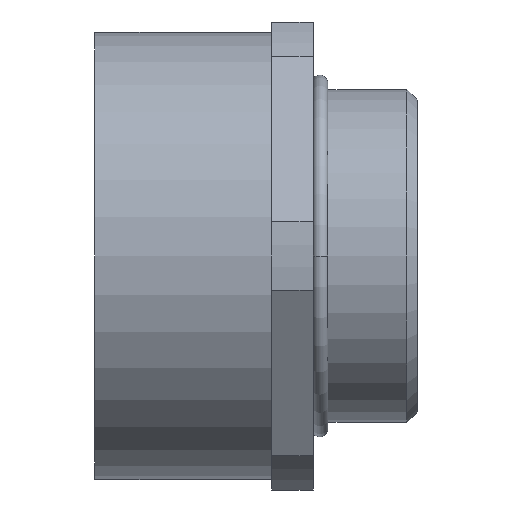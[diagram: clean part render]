
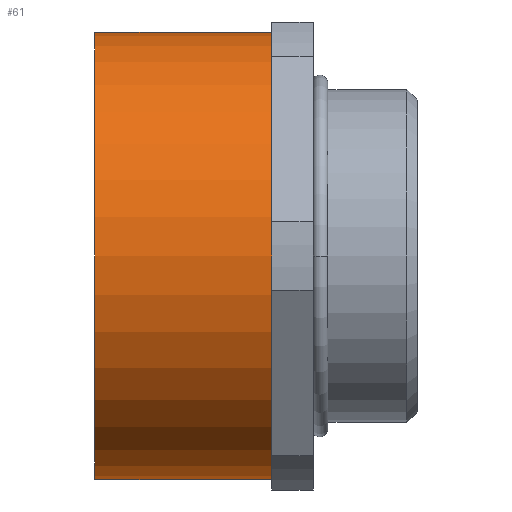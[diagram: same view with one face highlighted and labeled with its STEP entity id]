
A CAD part, left-side view. The second image highlights one B-rep face of the part: STEP entity #61.
In plain terms, the highlighted cylindrical face has radius 21.5 mm (diameter 43 mm), a partial arc.
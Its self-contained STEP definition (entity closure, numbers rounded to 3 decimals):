
#26 = EDGE_CURVE ( 'NONE', #297, #296, #456, .T. ) ;
#61 = ADVANCED_FACE ( 'NONE', ( #669 ), #665, .T. ) ;
#131 = VECTOR ( 'NONE', #569, 1000. ) ;
#134 = VECTOR ( 'NONE', #560, 1000. ) ;
#158 = AXIS2_PLACEMENT_3D ( 'NONE', #533, #534, #535 ) ;
#205 = EDGE_LOOP ( 'NONE', ( #1034, #1044, #1046, #1102 ) ) ;
#296 = VERTEX_POINT ( 'NONE', #504 ) ;
#297 = VERTEX_POINT ( 'NONE', #505 ) ;
#298 = VERTEX_POINT ( 'NONE', #506 ) ;
#299 = VERTEX_POINT ( 'NONE', #507 ) ;
#435 = CIRCLE ( 'NONE', #158, 21.5 ) ;
#456 = CIRCLE ( 'NONE', #736, 21.5 ) ;
#478 = EDGE_CURVE ( 'NONE', #298, #299, #435, .T. ) ;
#486 = EDGE_CURVE ( 'NONE', #298, #297, #558, .T. ) ;
#489 = EDGE_CURVE ( 'NONE', #299, #296, #567, .T. ) ;
#504 = CARTESIAN_POINT ( 'NONE',  ( 0., 15., 21.5 ) ) ;
#505 = CARTESIAN_POINT ( 'NONE',  ( 0., 15., -21.5 ) ) ;
#506 = CARTESIAN_POINT ( 'NONE',  ( 0., -2., -21.5 ) ) ;
#507 = CARTESIAN_POINT ( 'NONE',  ( 0., -2., 21.5 ) ) ;
#533 = CARTESIAN_POINT ( 'NONE',  ( 0., -2., 0. ) ) ;
#534 = DIRECTION ( 'NONE',  ( 0., 1., 0. ) ) ;
#535 = DIRECTION ( 'NONE',  ( 0., 0., 1. ) ) ;
#558 = LINE ( 'NONE', #559, #134 ) ;
#559 = CARTESIAN_POINT ( 'NONE',  ( 0., 12.783, -21.5 ) ) ;
#560 = DIRECTION ( 'NONE',  ( 0., 1., 0. ) ) ;
#567 = LINE ( 'NONE', #568, #131 ) ;
#568 = CARTESIAN_POINT ( 'NONE',  ( 0., 12.783, 21.5 ) ) ;
#569 = DIRECTION ( 'NONE',  ( 0., 1., 0. ) ) ;
#664 = AXIS2_PLACEMENT_3D ( 'NONE', #758, #759, #760 ) ;
#665 = CYLINDRICAL_SURFACE ( 'NONE', #664, 21.5 ) ;
#669 = FACE_OUTER_BOUND ( 'NONE', #205, .T. ) ;
#736 = AXIS2_PLACEMENT_3D ( 'NONE', #938, #939, #940 ) ;
#758 = CARTESIAN_POINT ( 'NONE',  ( 0., 12.783, 0. ) ) ;
#759 = DIRECTION ( 'NONE',  ( 0., 1., 0. ) ) ;
#760 = DIRECTION ( 'NONE',  ( 0., 0., 1. ) ) ;
#938 = CARTESIAN_POINT ( 'NONE',  ( 0., 15., 0. ) ) ;
#939 = DIRECTION ( 'NONE',  ( 0., 1., 0. ) ) ;
#940 = DIRECTION ( 'NONE',  ( 0., 0., 1. ) ) ;
#1034 = ORIENTED_EDGE ( 'NONE', *, *, #486, .F. ) ;
#1044 = ORIENTED_EDGE ( 'NONE', *, *, #478, .T. ) ;
#1046 = ORIENTED_EDGE ( 'NONE', *, *, #489, .T. ) ;
#1102 = ORIENTED_EDGE ( 'NONE', *, *, #26, .F. ) ;
